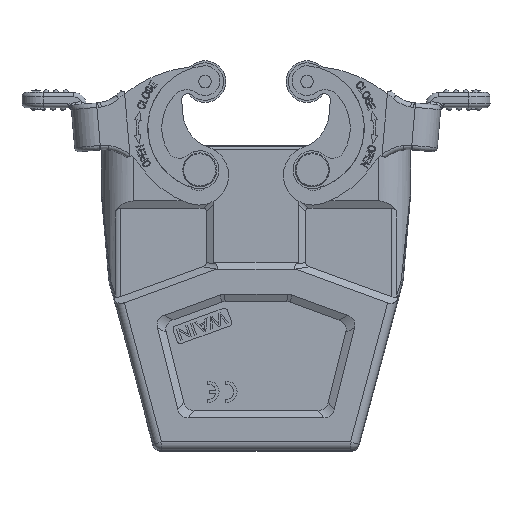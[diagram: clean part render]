
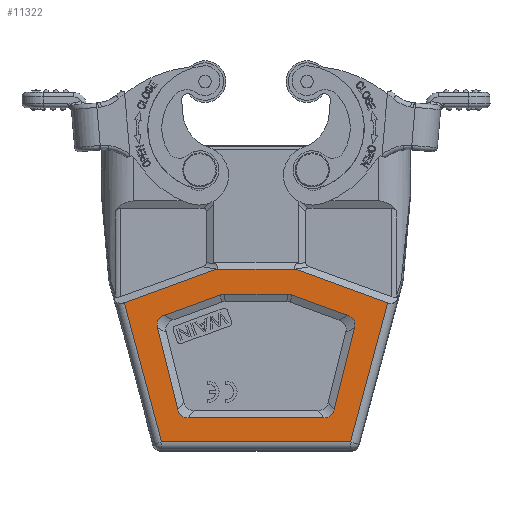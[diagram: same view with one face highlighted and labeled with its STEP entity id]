
A CAD part, front view. The second image highlights one B-rep face of the part: STEP entity #11322.
In plain terms, the highlighted planar face has unit normal (0, -1, 0).
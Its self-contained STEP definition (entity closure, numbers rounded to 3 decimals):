
#11322=ADVANCED_FACE('',(#12720,#12721),#12136,.F.);
#12136=PLANE('',#36275);
#12152=ELLIPSE('',#33951,12.156,5.);
#12153=ELLIPSE('',#33954,12.156,5.);
#12154=ELLIPSE('',#33957,12.766,5.);
#12155=ELLIPSE('',#33960,10.116,5.);
#12156=ELLIPSE('',#33963,10.116,5.);
#12157=ELLIPSE('',#33966,12.766,5.);
#12720=FACE_BOUND('',#14519,.T.);
#12721=FACE_BOUND('',#14520,.T.);
#14519=EDGE_LOOP('',(#26611,#26612,#26613,#26614,#26615,#26616,#26617,#26618,
#26619,#26620,#26621,#26622));
#14520=EDGE_LOOP('',(#26623,#26624,#26625,#26626,#26627,#26628));
#14687=LINE('',#43916,#16940);
#14690=LINE('',#43924,#16943);
#14693=LINE('',#43932,#16946);
#14696=LINE('',#43940,#16949);
#14699=LINE('',#43948,#16952);
#14701=LINE('',#43954,#16954);
#16747=LINE('',#57535,#19078);
#16756=LINE('',#57610,#19087);
#16757=LINE('',#57614,#19088);
#16759=LINE('',#57624,#19090);
#16769=LINE('',#57655,#19100);
#16770=LINE('',#57657,#19101);
#16940=VECTOR('',#36645,1.);
#16943=VECTOR('',#36654,1.);
#16946=VECTOR('',#36663,1.);
#16949=VECTOR('',#36672,1.);
#16952=VECTOR('',#36681,1.);
#16954=VECTOR('',#36689,1.);
#19078=VECTOR('',#43349,1.);
#19087=VECTOR('',#43392,1.);
#19088=VECTOR('',#43397,1.);
#19090=VECTOR('',#43409,1.);
#19100=VECTOR('',#43447,1.);
#19101=VECTOR('',#43450,1.);
#26611=ORIENTED_EDGE('',*,*,#29378,.T.);
#26612=ORIENTED_EDGE('',*,*,#29376,.F.);
#26613=ORIENTED_EDGE('',*,*,#29374,.T.);
#26614=ORIENTED_EDGE('',*,*,#29372,.T.);
#26615=ORIENTED_EDGE('',*,*,#29370,.T.);
#26616=ORIENTED_EDGE('',*,*,#29368,.F.);
#26617=ORIENTED_EDGE('',*,*,#29366,.T.);
#26618=ORIENTED_EDGE('',*,*,#29364,.T.);
#26619=ORIENTED_EDGE('',*,*,#29362,.T.);
#26620=ORIENTED_EDGE('',*,*,#29360,.T.);
#26621=ORIENTED_EDGE('',*,*,#29358,.F.);
#26622=ORIENTED_EDGE('',*,*,#29379,.T.);
#26623=ORIENTED_EDGE('',*,*,#32914,.T.);
#26624=ORIENTED_EDGE('',*,*,#32909,.F.);
#26625=ORIENTED_EDGE('',*,*,#32907,.F.);
#26626=ORIENTED_EDGE('',*,*,#32887,.T.);
#26627=ORIENTED_EDGE('',*,*,#32930,.F.);
#26628=ORIENTED_EDGE('',*,*,#32931,.F.);
#26829=VERTEX_POINT('',#43909);
#26830=VERTEX_POINT('',#43911);
#26831=VERTEX_POINT('',#43915);
#26832=VERTEX_POINT('',#43919);
#26833=VERTEX_POINT('',#43923);
#26834=VERTEX_POINT('',#43927);
#26835=VERTEX_POINT('',#43931);
#26836=VERTEX_POINT('',#43935);
#26837=VERTEX_POINT('',#43939);
#26838=VERTEX_POINT('',#43943);
#26839=VERTEX_POINT('',#43947);
#26840=VERTEX_POINT('',#43951);
#29136=VERTEX_POINT('',#57529);
#29137=VERTEX_POINT('',#57533);
#29147=VERTEX_POINT('',#57611);
#29148=VERTEX_POINT('',#57615);
#29149=VERTEX_POINT('',#57621);
#29157=VERTEX_POINT('',#57654);
#29358=EDGE_CURVE('',#26830,#26829,#12152,.T.);
#29360=EDGE_CURVE('',#26831,#26829,#14687,.T.);
#29362=EDGE_CURVE('',#26832,#26831,#12153,.T.);
#29364=EDGE_CURVE('',#26833,#26832,#14690,.T.);
#29366=EDGE_CURVE('',#26834,#26833,#12154,.T.);
#29368=EDGE_CURVE('',#26834,#26835,#14693,.T.);
#29370=EDGE_CURVE('',#26836,#26835,#12155,.T.);
#29372=EDGE_CURVE('',#26837,#26836,#14696,.T.);
#29374=EDGE_CURVE('',#26838,#26837,#12156,.T.);
#29376=EDGE_CURVE('',#26838,#26839,#14699,.T.);
#29378=EDGE_CURVE('',#26840,#26839,#12157,.T.);
#29379=EDGE_CURVE('',#26830,#26840,#14701,.T.);
#32887=EDGE_CURVE('',#29137,#29136,#16747,.T.);
#32907=EDGE_CURVE('',#29137,#29147,#16756,.T.);
#32909=EDGE_CURVE('',#29147,#29148,#16757,.T.);
#32914=EDGE_CURVE('',#29149,#29148,#16759,.T.);
#32930=EDGE_CURVE('',#29157,#29136,#16769,.T.);
#32931=EDGE_CURVE('',#29149,#29157,#16770,.T.);
#33951=AXIS2_PLACEMENT_3D('',#43912,#36640,#36641);
#33954=AXIS2_PLACEMENT_3D('',#43920,#36649,#36650);
#33957=AXIS2_PLACEMENT_3D('',#43928,#36658,#36659);
#33960=AXIS2_PLACEMENT_3D('',#43936,#36667,#36668);
#33963=AXIS2_PLACEMENT_3D('',#43944,#36676,#36677);
#33966=AXIS2_PLACEMENT_3D('',#43952,#36685,#36686);
#36275=AXIS2_PLACEMENT_3D('',#57659,#43453,#43454);
#36640=DIRECTION('',(0.,-1.,0.));
#36641=DIRECTION('',(-0.624,0.,-0.782));
#36645=DIRECTION('',(-1.,0.,0.));
#36649=DIRECTION('',(0.,1.,0.));
#36650=DIRECTION('',(0.624,0.,-0.782));
#36654=DIRECTION('',(-0.242,0.,-0.97));
#36658=DIRECTION('',(0.,1.,0.));
#36659=DIRECTION('',(-0.887,0.,-0.462));
#36663=DIRECTION('',(-0.94,0.,0.342));
#36667=DIRECTION('',(0.,1.,0.));
#36668=DIRECTION('',(0.174,0.,0.985));
#36672=DIRECTION('',(1.,0.,0.));
#36676=DIRECTION('',(0.,1.,0.));
#36677=DIRECTION('',(-0.174,0.,0.985));
#36681=DIRECTION('',(-0.94,0.,-0.342));
#36685=DIRECTION('',(0.,1.,0.));
#36686=DIRECTION('',(0.887,0.,-0.462));
#36689=DIRECTION('',(-0.242,0.,0.97));
#43349=DIRECTION('',(-1.,0.,0.));
#43392=DIRECTION('',(0.94,0.,-0.342));
#43397=DIRECTION('',(-0.259,0.,-0.966));
#43409=DIRECTION('',(1.,0.,0.));
#43447=DIRECTION('',(0.94,0.,0.342));
#43450=DIRECTION('',(-0.259,0.,0.966));
#43453=DIRECTION('',(0.,1.,0.));
#43454=DIRECTION('',(1.,0.,0.));
#43909=CARTESIAN_POINT('',(-15.977,-22.5,-64.151));
#43911=CARTESIAN_POINT('',(-18.398,-22.5,-62.277));
#43912=CARTESIAN_POINT('',(-9.991,-22.5,-54.151));
#43915=CARTESIAN_POINT('',(15.977,-22.5,-64.151));
#43916=CARTESIAN_POINT('',(15.977,-22.5,-64.151));
#43919=CARTESIAN_POINT('',(18.398,-22.5,-62.277));
#43920=CARTESIAN_POINT('',(9.991,-22.5,-54.151));
#43923=CARTESIAN_POINT('',(23.224,-22.5,-42.895));
#43924=CARTESIAN_POINT('',(23.224,-22.5,-42.895));
#43927=CARTESIAN_POINT('',(21.647,-22.5,-39.967));
#43928=CARTESIAN_POINT('',(11.769,-22.5,-47.013));
#43931=CARTESIAN_POINT('',(8.414,-22.5,-35.151));
#43932=CARTESIAN_POINT('',(21.647,-22.5,-39.967));
#43935=CARTESIAN_POINT('',(7.559,-22.5,-35.));
#43936=CARTESIAN_POINT('',(6.237,-22.5,-45.));
#43939=CARTESIAN_POINT('',(-7.559,-22.5,-35.));
#43940=CARTESIAN_POINT('',(-7.559,-22.5,-35.));
#43943=CARTESIAN_POINT('',(-8.414,-22.5,-35.151));
#43944=CARTESIAN_POINT('',(-6.237,-22.5,-45.));
#43947=CARTESIAN_POINT('',(-21.647,-22.5,-39.967));
#43948=CARTESIAN_POINT('',(-8.414,-22.5,-35.151));
#43951=CARTESIAN_POINT('',(-23.224,-22.5,-42.895));
#43952=CARTESIAN_POINT('',(-11.769,-22.5,-47.013));
#43954=CARTESIAN_POINT('',(-18.398,-22.5,-62.277));
#57529=CARTESIAN_POINT('',(-9.211,-22.499,-29.055));
#57533=CARTESIAN_POINT('',(9.211,-22.499,-29.055));
#57535=CARTESIAN_POINT('',(0.,-22.5,-29.057));
#57610=CARTESIAN_POINT('',(22.07,-22.5,-33.736));
#57611=CARTESIAN_POINT('',(31.065,-22.5,-37.01));
#57614=CARTESIAN_POINT('',(38.236,-22.5,-10.245));
#57615=CARTESIAN_POINT('',(22.273,-22.5,-69.821));
#57621=CARTESIAN_POINT('',(-22.273,-22.5,-69.821));
#57624=CARTESIAN_POINT('',(-22.273,-22.5,-69.821));
#57654=CARTESIAN_POINT('',(-31.065,-22.5,-37.01));
#57655=CARTESIAN_POINT('',(-22.07,-22.5,-33.736));
#57657=CARTESIAN_POINT('',(-66.131,-22.5,93.859));
#57659=CARTESIAN_POINT('',(0.,-22.5,0.));
